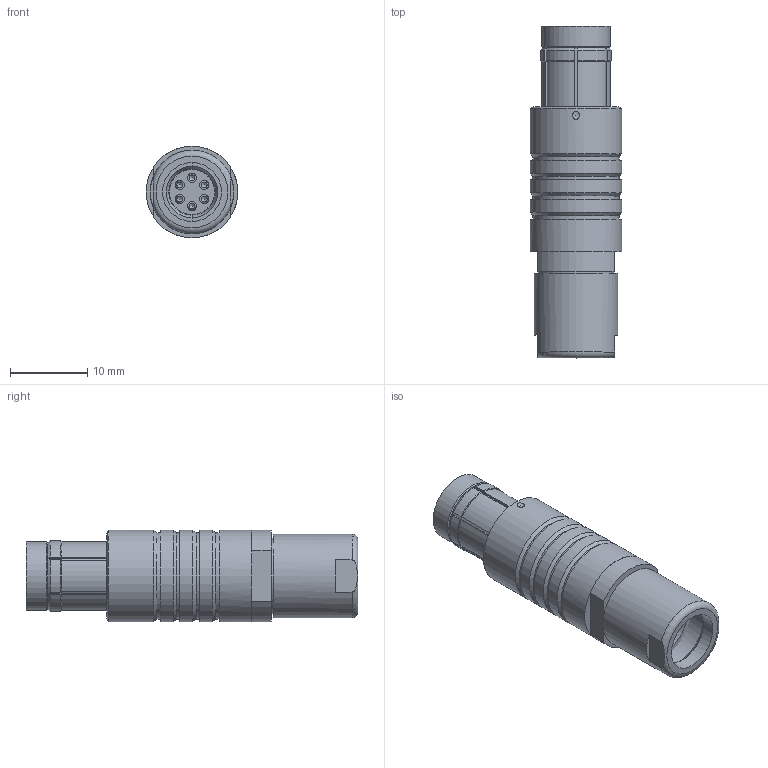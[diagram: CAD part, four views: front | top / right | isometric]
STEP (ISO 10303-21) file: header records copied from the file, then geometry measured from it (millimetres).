
FILE_DESCRIPTION(/* description */ ('(6) PIN CONNECTOR'),/* implementation_level */ '2;1');
FILE_NAME(/* name */ 'C325.stp',/* time_stamp */ '2019-09-23T10:59:15-04:00',/* author */ ('lcup'),/* organization */ (''),/* preprocessor_version */ 'ST-DEVELOPER v18',/* originating_system */ 'Autodesk Inventor 2020',/* authorisation */ '');
FILE_SCHEMA (('AUTOMOTIVE_DESIGN { 1 0 10303 214 3 1 1 }'));
Length unit declared in the file: inch
Products named in the file (6): CBP10092; CBP10092, CAP; CBP10092, INSERT; CBP10092, INSERT2; CBP10092, BODY; CBP10092, PINS
Assembly tree (5 placements, depth 2):
  CBP10092
    CBP10092, CAP
    CBP10092, INSERT
    CBP10092, INSERT2
    CBP10092, BODY
    CBP10092, PINS
Bounding box: 11.86 x 43 x 11.89 mm (x, y, z)
Volume: 2602 mm3; surface area: 4641.1 mm2
Topology: 5 solids, 5 shells, 240 faces, 626 edges, 418 vertices
Faces by surface type: cylinder 103, plane 96, cone 37, bspline 2, torus 1, sphere 1
Full cylindrical faces by diameter (mm): 0.762 x12, 1.168 x12, 5.842 x1, 6.985 x1, 7.061 x1, 7.62 x2, 7.95 x1, 7.976 x1, 8.382 x1, 8.941 x1, 9.22 x20, 9.779 x1, 10.82 x1, 11.176 x4, 11.862 x5
Entity records: 9942 total; most frequent: CARTESIAN_POINT 3616, DIRECTION 1282, ORIENTED_EDGE 1238, EDGE_CURVE 619, AXIS2_PLACEMENT_3D 491, VERTEX_POINT 418, LINE 300, VECTOR 300
